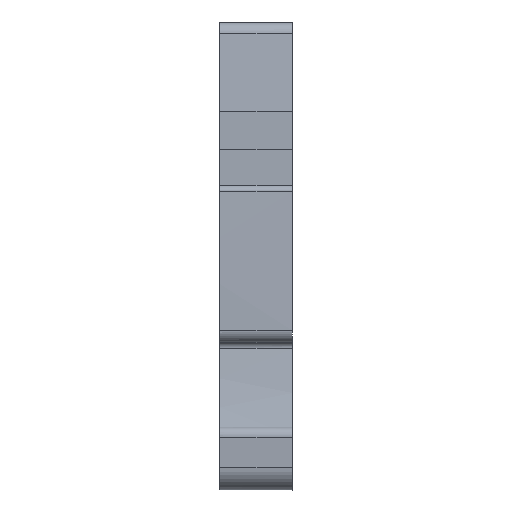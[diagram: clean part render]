
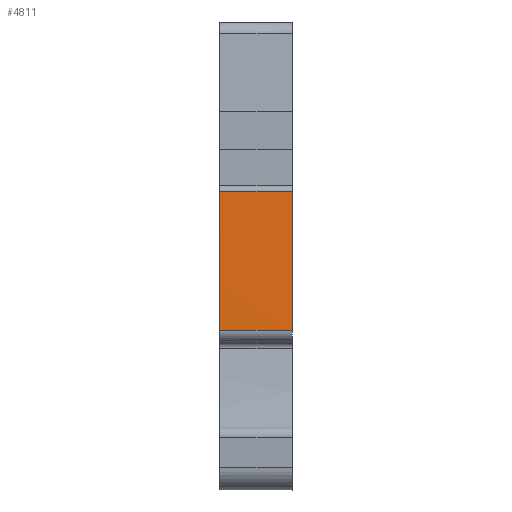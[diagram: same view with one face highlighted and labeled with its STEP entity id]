
A CAD part, front view. The second image highlights one B-rep face of the part: STEP entity #4811.
In plain terms, the highlighted cylindrical face has radius 198.503 mm (diameter 397.006 mm), a partial arc.
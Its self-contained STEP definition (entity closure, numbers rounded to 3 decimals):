
#3467=AXIS2_PLACEMENT_3D('Circle Axis2P3D',#3465,#3466,$) ;
#4798=AXIS2_PLACEMENT_3D('Cylinder Axis2P3D',#4795,#4796,#4797) ;
#1782=CARTESIAN_POINT('Vertex',(6.1,1.674,25.2)) ;
#1786=CARTESIAN_POINT('Control Point',(6.1,1.674,25.2)) ;
#1787=CARTESIAN_POINT('Control Point',(6.1,1.513,21.286)) ;
#1788=CARTESIAN_POINT('Control Point',(6.1,1.468,17.367)) ;
#1789=CARTESIAN_POINT('Control Point',(6.1,1.539,13.45)) ;
#1790=CARTESIAN_POINT('Vertex',(6.1,1.539,13.45)) ;
#3462=CARTESIAN_POINT('Vertex',(0.,1.539,13.45)) ;
#3465=CARTESIAN_POINT('Axis2P3D Location',(0.,200.009,17.05)) ;
#3469=CARTESIAN_POINT('Vertex',(0.,1.674,25.2)) ;
#4783=CARTESIAN_POINT('Line Origine',(3.05,1.674,25.2)) ;
#4795=CARTESIAN_POINT('Axis2P3D Location',(3.,200.009,17.05)) ;
#4800=CARTESIAN_POINT('Line Origine',(3.,1.539,13.45)) ;
#3466=DIRECTION('Axis2P3D Direction',(-1.,0.,0.)) ;
#4784=DIRECTION('Vector Direction',(-1.,0.,0.)) ;
#4796=DIRECTION('Axis2P3D Direction',(1.,0.,0.)) ;
#4797=DIRECTION('Axis2P3D XDirection',(0.,-0.994,0.108)) ;
#4801=DIRECTION('Vector Direction',(1.,0.,0.)) ;
#4785=VECTOR('Line Direction',#4784,1.) ;
#4802=VECTOR('Line Direction',#4801,1.) ;
#4806=ORIENTED_EDGE('',*,*,#4804,.T.) ;
#4807=ORIENTED_EDGE('',*,*,#1792,.F.) ;
#4808=ORIENTED_EDGE('',*,*,#4787,.T.) ;
#4809=ORIENTED_EDGE('',*,*,#3471,.F.) ;
#4811=ADVANCED_FACE('MLD',(#4810),#4799,.T.) ;
#1785=B_SPLINE_CURVE_WITH_KNOTS('',3,(#1786,#1787,#1788,#1789),.UNSPECIFIED.,.F.,.U.,(4,4),(615.463,627.216),.UNSPECIFIED.) ;
#3468=CIRCLE('generated circle',#3467,198.503) ;
#4799=CYLINDRICAL_SURFACE('generated cylinder',#4798,198.503) ;
#1792=EDGE_CURVE('',#1783,#1791,#1785,.T.) ;
#3471=EDGE_CURVE('',#3463,#3470,#3468,.T.) ;
#4787=EDGE_CURVE('',#1783,#3470,#4786,.T.) ;
#4804=EDGE_CURVE('',#3463,#1791,#4803,.T.) ;
#4805=EDGE_LOOP('',(#4806,#4807,#4808,#4809)) ;
#4810=FACE_OUTER_BOUND('',#4805,.T.) ;
#4786=LINE('Line',#4783,#4785) ;
#4803=LINE('Line',#4800,#4802) ;
#1783=VERTEX_POINT('',#1782) ;
#1791=VERTEX_POINT('',#1790) ;
#3463=VERTEX_POINT('',#3462) ;
#3470=VERTEX_POINT('',#3469) ;
